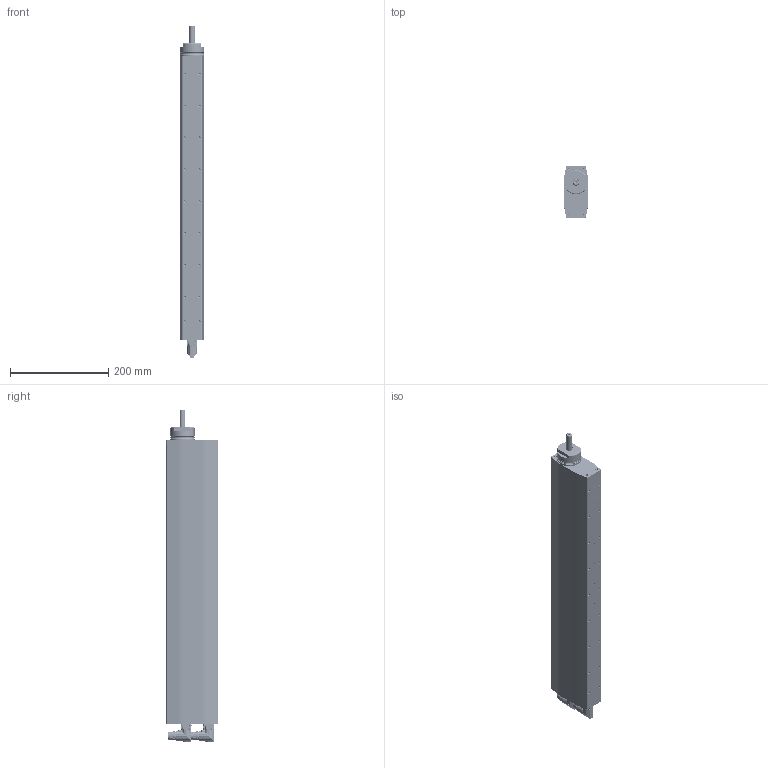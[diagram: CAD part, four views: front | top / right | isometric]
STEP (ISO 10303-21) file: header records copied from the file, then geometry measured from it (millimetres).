
FILE_DESCRIPTION (( 'STEP AP214' ), '1' );
FILE_NAME ('0186-2163_250115__PR04-52x60-R_37x120F-HP-R-200-R01.STEP', '2025-01-15T08:01:18', ( '' ), ( '' ), 'SwSTEP 2.0', 'SolidWorks 2024', '' );
FILE_SCHEMA (( 'AUTOMOTIVE_DESIGN' ));
Length unit declared in the file: millimetre
Products named in the file (22): 0230-0018_SP-12x19x3_Wellendichtung; 112739-7; 0230-0844_Gew.-Stift_I-6kt_K-k_M6x10_INOX; RS04k-DA-12-SSC; 0230-0706_Zyl.-Schr._i-6kt_M4x16_INOX; 0230-0627_Lins.-Schr_I-6rd_M3x5_INOX; RS02k-52-FV_dammy; 0160-0811_Gew.-Stift_I-6kt_K-k_M6x5_INOX; 0230-0206_Lins.-Schr_I-6rd_M4x45_INOX; 0160-0650_Lins.-Schr_I-6rd_M2.5x6_INOX; PR04h-52x60-R_37x120F-HP-R-200-R01; 0180-3296_RS04k-52-SA-R; 0186-2163_250115__PR04-52x60-R_37x120F-HP-R-200-R01; RS04h-52x60-R_37x120F-HP-R-200; MC01-Rw!m_fuss_Fuss; 0230-0370_O-Ring_44.00x3.00_NBR 70_schwarz; 0230-0711_Senk.-Schr_I-6rd_M4x25_INOX; 0230-0399_Fäch.-Scheibe_ M4_4.3x8x0.5; 0230-0400_Gew.-Stift_I-6kt_R-sch_M4x6_INOX; 0230-0728_Gew.-Stift_I-6kt_R-sch_M4x10_INOX; 0150-3128_MC01-Rw!m_-90°; 0180-2406_RS04k-52-EV
Assembly tree (41 placements, depth 4):
  0186-2163_250115__PR04-52x60-R_37x120F-HP-R-200-R01
    PR04h-52x60-R_37x120F-HP-R-200-R01
      RS04h-52x60-R_37x120F-HP-R-200
      0230-0706_Zyl.-Schr._i-6kt_M4x16_INOX  x4
      0180-2406_RS04k-52-EV
      0230-0400_Gew.-Stift_I-6kt_R-sch_M4x6_INOX  x4
      0230-0728_Gew.-Stift_I-6kt_R-sch_M4x10_INOX  x2
      0230-0844_Gew.-Stift_I-6kt_K-k_M6x10_INOX  x2
      0160-0811_Gew.-Stift_I-6kt_K-k_M6x5_INOX
      0230-0399_Fäch.-Scheibe_ M4_4.3x8x0.5
      0230-0206_Lins.-Schr_I-6rd_M4x45_INOX  x2
      RS02k-52-FV_dammy
      0230-0370_O-Ring_44.00x3.00_NBR 70_schwarz
      0230-0018_SP-12x19x3_Wellendichtung
      0180-3296_RS04k-52-SA-R
      0230-0711_Senk.-Schr_I-6rd_M4x25_INOX  x4
      0150-3128_MC01-Rw!m_-90°  x2
        112739-7
        MC01-Rw!m_fuss_Fuss
      0160-0650_Lins.-Schr_I-6rd_M2.5x6_INOX  x8
      0230-0627_Lins.-Schr_I-6rd_M3x5_INOX
    RS04k-DA-12-SSC
Bounding box: 50 x 105.25 x 676.75 mm (x, y, z)
Volume: 2914916.8 mm3; surface area: 290045.1 mm2
Topology: 42 solids, 42 shells, 4539 faces, 10996 edges, 6540 vertices
Faces by surface type: cylinder 1558, cone 1320, plane 940, bspline 619, torus 99, sphere 3
Full cylindrical faces by diameter (mm): 0.6 x10, 1 x8, 1.1 x10, 2.05 x8, 2.1 x8, 2.5 x89, 2.7 x8, 2.8 x1, 3.2 x6, 3.3 x16, 3.6 x8, 4 x266, 4.2 x7, 4.3 x4, 4.5 x4, 4.8 x2, 5 x43, 5.6 x1, 6 x4, 7 x4, 8 x6, 8.4 x4, 12 x1, 13 x2, 14.2 x2, 15.2 x2, 15.54 x2, 16 x2, 16.6 x1, 16.8 x4
Entity records: 90828 total; most frequent: CARTESIAN_POINT 42173, ORIENTED_EDGE 9076, DIRECTION 8795, EDGE_CURVE 4538, AXIS2_PLACEMENT_3D 3588, VERTEX_POINT 3062, EDGE_LOOP 2782, FACE_OUTER_BOUND 2375
